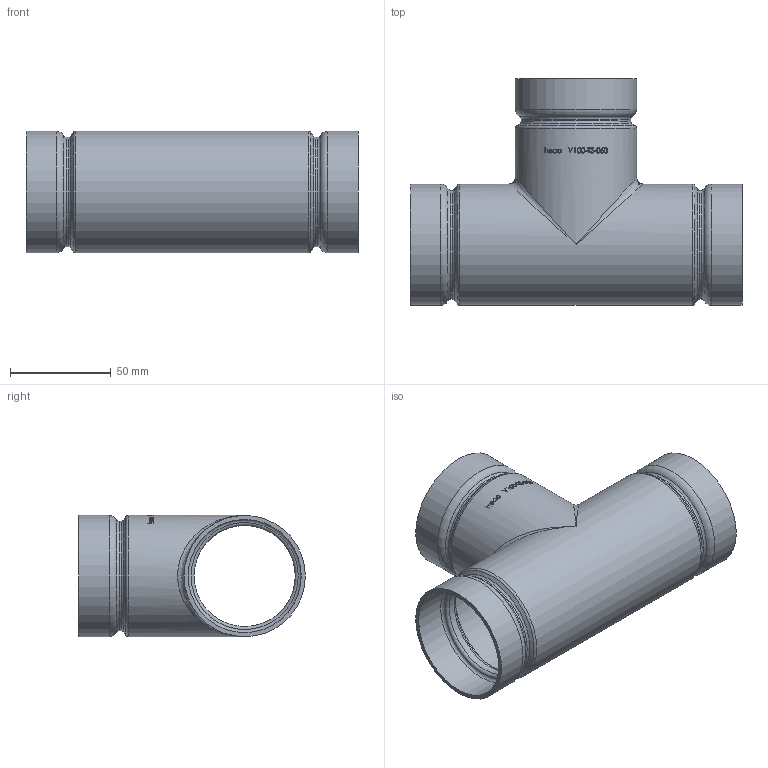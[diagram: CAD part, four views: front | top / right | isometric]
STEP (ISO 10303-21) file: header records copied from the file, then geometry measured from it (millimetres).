
FILE_DESCRIPTION (( 'STEP AP214' ), '1' );
FILE_NAME ('V100-TS-060-x Typ E492 DN50 200 Ø60,3 1812.STEP', '2018-12-14T08:36:28', ( '' ), ( '' ), 'SwSTEP 2.0', 'SolidWorks 2016', '' );
FILE_SCHEMA (( 'AUTOMOTIVE_DESIGN' ));
Length unit declared in the file: inch
Products named in the file (1): V100-TS-060-x Typ E492 DN50 200 Ø60,3 1812
Bounding box: 165.1 x 112.71 x 60.35 mm (x, y, z)
Volume: 80745.7 mm3; surface area: 80144.1 mm2
Topology: 1 solids, 1 shells, 217 faces, 555 edges, 355 vertices
Faces by surface type: bspline 112, cylinder 38, plane 37, torus 24, cone 6
Full cylindrical faces by diameter (mm): 50.267 x3, 54.331 x3, 56.261 x5, 60.325 x5
Entity records: 21999 total; most frequent: CARTESIAN_POINT 15954, ORIENTED_EDGE 964, EDGE_CURVE 482, DIRECTION 440, VERTEX_POINT 336, B_SPLINE_CURVE_WITH_KNOTS 336, EDGE_LOOP 290, FACE_OUTER_BOUND 257
